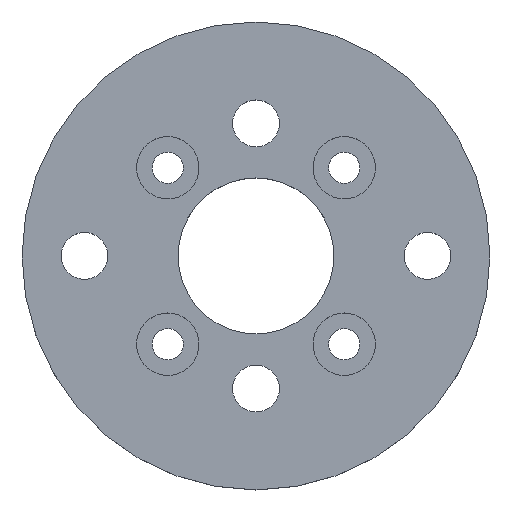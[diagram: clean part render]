
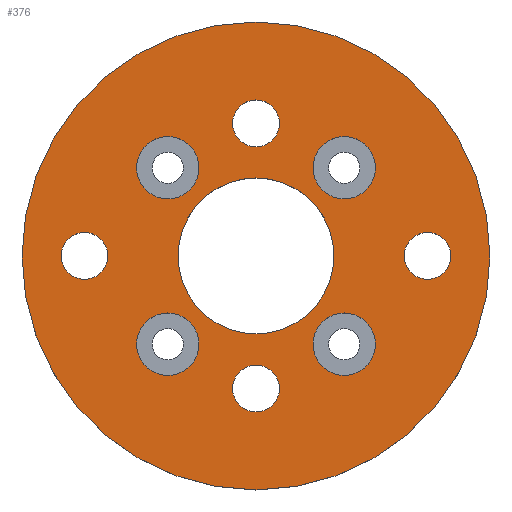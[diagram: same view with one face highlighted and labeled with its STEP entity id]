
A CAD part, top view. The second image highlights one B-rep face of the part: STEP entity #376.
In plain terms, the highlighted planar face has unit normal (0, 0, 1).
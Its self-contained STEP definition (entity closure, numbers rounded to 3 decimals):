
#15=FACE_BOUND('',#73,.T.);
#16=FACE_BOUND('',#74,.T.);
#17=FACE_BOUND('',#75,.T.);
#18=FACE_BOUND('',#76,.T.);
#19=FACE_BOUND('',#77,.T.);
#20=FACE_BOUND('',#78,.T.);
#21=FACE_BOUND('',#79,.T.);
#22=FACE_BOUND('',#80,.T.);
#23=FACE_BOUND('',#81,.T.);
#39=PLANE('',#404);
#48=FACE_OUTER_BOUND('',#72,.T.);
#72=EDGE_LOOP('',(#267));
#73=EDGE_LOOP('',(#268));
#74=EDGE_LOOP('',(#269));
#75=EDGE_LOOP('',(#270));
#76=EDGE_LOOP('',(#271));
#77=EDGE_LOOP('',(#272));
#78=EDGE_LOOP('',(#273));
#79=EDGE_LOOP('',(#274));
#80=EDGE_LOOP('',(#275));
#81=EDGE_LOOP('',(#276));
#151=CIRCLE('',#402,15.);
#153=CIRCLE('',#405,1.5);
#154=CIRCLE('',#406,2.);
#155=CIRCLE('',#407,2.);
#156=CIRCLE('',#408,2.);
#157=CIRCLE('',#409,1.5);
#158=CIRCLE('',#410,1.5);
#159=CIRCLE('',#411,5.);
#160=CIRCLE('',#412,1.5);
#161=CIRCLE('',#413,2.);
#183=VERTEX_POINT('',#589);
#185=VERTEX_POINT('',#595);
#186=VERTEX_POINT('',#597);
#187=VERTEX_POINT('',#599);
#188=VERTEX_POINT('',#601);
#189=VERTEX_POINT('',#603);
#190=VERTEX_POINT('',#605);
#191=VERTEX_POINT('',#607);
#192=VERTEX_POINT('',#609);
#193=VERTEX_POINT('',#611);
#215=EDGE_CURVE('',#183,#183,#151,.T.);
#218=EDGE_CURVE('',#185,#185,#153,.T.);
#219=EDGE_CURVE('',#186,#186,#154,.T.);
#220=EDGE_CURVE('',#187,#187,#155,.T.);
#221=EDGE_CURVE('',#188,#188,#156,.T.);
#222=EDGE_CURVE('',#189,#189,#157,.T.);
#223=EDGE_CURVE('',#190,#190,#158,.T.);
#224=EDGE_CURVE('',#191,#191,#159,.F.);
#225=EDGE_CURVE('',#192,#192,#160,.T.);
#226=EDGE_CURVE('',#193,#193,#161,.T.);
#267=ORIENTED_EDGE('',*,*,#215,.T.);
#268=ORIENTED_EDGE('',*,*,#218,.T.);
#269=ORIENTED_EDGE('',*,*,#219,.F.);
#270=ORIENTED_EDGE('',*,*,#220,.F.);
#271=ORIENTED_EDGE('',*,*,#221,.T.);
#272=ORIENTED_EDGE('',*,*,#222,.F.);
#273=ORIENTED_EDGE('',*,*,#223,.T.);
#274=ORIENTED_EDGE('',*,*,#224,.T.);
#275=ORIENTED_EDGE('',*,*,#225,.T.);
#276=ORIENTED_EDGE('',*,*,#226,.F.);
#376=ADVANCED_FACE('',(#48,#15,#16,#17,#18,#19,#20,#21,#22,#23),#39,.T.);
#402=AXIS2_PLACEMENT_3D('',#590,#461,#462);
#404=AXIS2_PLACEMENT_3D('',#594,#466,#467);
#405=AXIS2_PLACEMENT_3D('',#596,#468,#469);
#406=AXIS2_PLACEMENT_3D('',#598,#470,#471);
#407=AXIS2_PLACEMENT_3D('',#600,#472,#473);
#408=AXIS2_PLACEMENT_3D('',#602,#474,#475);
#409=AXIS2_PLACEMENT_3D('',#604,#476,#477);
#410=AXIS2_PLACEMENT_3D('',#606,#478,#479);
#411=AXIS2_PLACEMENT_3D('',#608,#480,#481);
#412=AXIS2_PLACEMENT_3D('',#610,#482,#483);
#413=AXIS2_PLACEMENT_3D('',#612,#484,#485);
#461=DIRECTION('center_axis',(0.,0.,1.));
#462=DIRECTION('ref_axis',(1.,0.,0.));
#466=DIRECTION('center_axis',(0.,0.,1.));
#467=DIRECTION('ref_axis',(1.,0.,0.));
#468=DIRECTION('center_axis',(0.,0.,-1.));
#469=DIRECTION('ref_axis',(-1.,0.,0.));
#470=DIRECTION('center_axis',(0.,0.,1.));
#471=DIRECTION('ref_axis',(0.,1.,0.));
#472=DIRECTION('center_axis',(0.,0.,1.));
#473=DIRECTION('ref_axis',(0.,-1.,0.));
#474=DIRECTION('center_axis',(0.,0.,-1.));
#475=DIRECTION('ref_axis',(1.,0.,0.));
#476=DIRECTION('center_axis',(0.,0.,1.));
#477=DIRECTION('ref_axis',(-1.,0.,0.));
#478=DIRECTION('center_axis',(0.,0.,-1.));
#479=DIRECTION('ref_axis',(1.,0.,0.));
#480=DIRECTION('center_axis',(0.,0.,1.));
#481=DIRECTION('ref_axis',(1.,0.,0.));
#482=DIRECTION('center_axis',(0.,0.,-1.));
#483=DIRECTION('ref_axis',(1.,0.,0.));
#484=DIRECTION('center_axis',(0.,0.,1.));
#485=DIRECTION('ref_axis',(-1.,0.,0.));
#589=CARTESIAN_POINT('',(-15.,0.,6.));
#590=CARTESIAN_POINT('Origin',(0.,0.,
6.));
#594=CARTESIAN_POINT('Origin',(0.,0.,
6.));
#595=CARTESIAN_POINT('',(1.5,-8.5,6.));
#596=CARTESIAN_POINT('Origin',(0.,-8.5,
6.));
#597=CARTESIAN_POINT('',(-5.657,-7.657,6.));
#598=CARTESIAN_POINT('Origin',(-5.657,-5.657,6.));
#599=CARTESIAN_POINT('',(5.657,7.657,6.));
#600=CARTESIAN_POINT('Origin',(5.657,5.657,6.));
#601=CARTESIAN_POINT('',(-7.657,5.657,6.));
#602=CARTESIAN_POINT('Origin',(-5.657,5.657,6.));
#603=CARTESIAN_POINT('',(12.5,0.,6.));
#604=CARTESIAN_POINT('Origin',(11.,0.,6.));
#605=CARTESIAN_POINT('',(-1.5,8.5,6.));
#606=CARTESIAN_POINT('Origin',(0.,8.5,6.));
#607=CARTESIAN_POINT('',(-5.,0.,6.));
#608=CARTESIAN_POINT('Origin',(0.,0.,
6.));
#609=CARTESIAN_POINT('',(-12.5,0.,6.));
#610=CARTESIAN_POINT('Origin',(-11.,0.,6.));
#611=CARTESIAN_POINT('',(7.657,-5.657,6.));
#612=CARTESIAN_POINT('Origin',(5.657,-5.657,6.));
